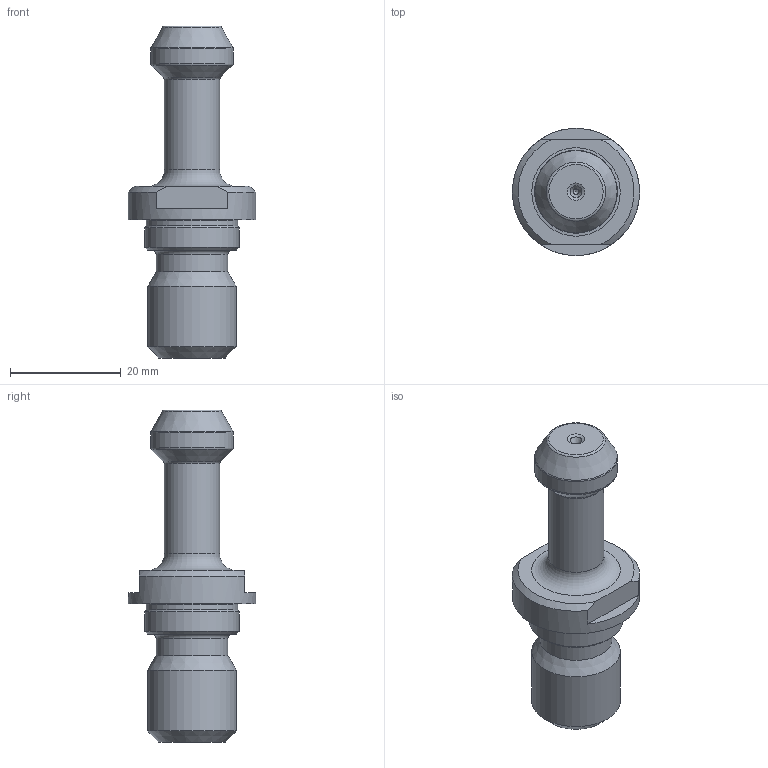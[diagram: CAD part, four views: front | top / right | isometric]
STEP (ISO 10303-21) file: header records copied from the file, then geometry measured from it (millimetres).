
FILE_DESCRIPTION(/* description */ (''),/* implementation_level */ '2;1');
FILE_NAME(/* name */ '1498461536577.stp',/* time_stamp */ '2017-06-26T09:19:00+02:00',/* author */ (''),/* organization */ ('SMS'),/* preprocessor_version */ 'ST-DEVELOPER v15',/* originating_system */ 'SIEMENS PLM Software NX 8.5',/* authorisation */ '');
FILE_SCHEMA (('AUTOMOTIVE_DESIGN { 1 0 10303 214 3 1 1 1 }'));
Length unit declared in the file: millimetre
Products named in the file (1): 201120173MOD000_00
Bounding box: 23 x 23 x 60 mm (x, y, z)
Volume: 9963.5 mm3; surface area: 3520.8 mm2
Topology: 1 solids, 1 shells, 41 faces, 86 edges, 51 vertices
Faces by surface type: cone 15, plane 10, cylinder 9, torus 7
Full cylindrical faces by diameter (mm): 1 x2, 10 x1, 13 x1, 15 x1, 16 x1, 16.5 x1, 17 x1, 23 x1
Entity records: 952 total; most frequent: DIRECTION 176, CARTESIAN_POINT 155, ORIENTED_EDGE 102, AXIS2_PLACEMENT_3D 84, EDGE_LOOP 74, FACE_BOUND 70, EDGE_CURVE 51, VERTEX_POINT 47
